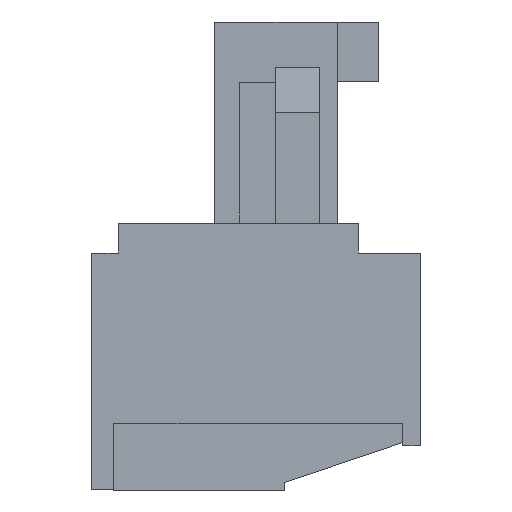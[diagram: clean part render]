
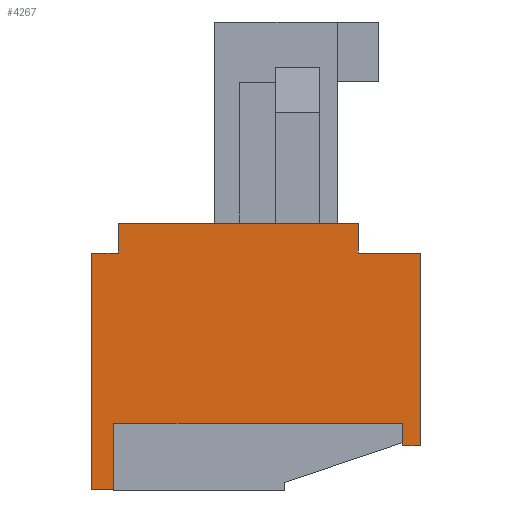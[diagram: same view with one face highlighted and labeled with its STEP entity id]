
A CAD part, left-side view. The second image highlights one B-rep face of the part: STEP entity #4267.
In plain terms, the highlighted planar face has unit normal (-1, 0, 0).
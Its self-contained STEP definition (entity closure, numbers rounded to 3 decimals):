
#4267 = ADVANCED_FACE( '', ( #9049 ), #9050, .F. );
#9049 = FACE_OUTER_BOUND( '', #14463, .T. );
#9050 = PLANE( '', #14464 );
#14463 = EDGE_LOOP( '', ( #25649, #25650, #25651, #25652, #25653, #25654, #25655, #25656, #25657, #25658, #25659, #25660 ) );
#14464 = AXIS2_PLACEMENT_3D( '', #25661, #25662, #25663 );
#25649 = ORIENTED_EDGE( '', *, *, #32125, .F. );
#25650 = ORIENTED_EDGE( '', *, *, #33346, .F. );
#25651 = ORIENTED_EDGE( '', *, *, #35326, .F. );
#25652 = ORIENTED_EDGE( '', *, *, #33890, .F. );
#25653 = ORIENTED_EDGE( '', *, *, #36532, .F. );
#25654 = ORIENTED_EDGE( '', *, *, #36015, .F. );
#25655 = ORIENTED_EDGE( '', *, *, #36533, .F. );
#25656 = ORIENTED_EDGE( '', *, *, #36182, .F. );
#25657 = ORIENTED_EDGE( '', *, *, #34406, .F. );
#25658 = ORIENTED_EDGE( '', *, *, #36534, .F. );
#25659 = ORIENTED_EDGE( '', *, *, #33564, .F. );
#25660 = ORIENTED_EDGE( '', *, *, #32246, .F. );
#25661 = CARTESIAN_POINT( '', ( -41.91, 0., 0. ) );
#25662 = DIRECTION( '', ( 1., 0., 0. ) );
#25663 = DIRECTION( '', ( 0., 0., -1. ) );
#32125 = EDGE_CURVE( '', #38237, #38239, #38240, .T. );
#32246 = EDGE_CURVE( '', #38239, #38473, #38474, .T. );
#33346 = EDGE_CURVE( '', #40452, #38237, #40454, .T. );
#33564 = EDGE_CURVE( '', #38473, #40810, #40811, .T. );
#33890 = EDGE_CURVE( '', #41346, #41342, #41348, .T. );
#34406 = EDGE_CURVE( '', #42160, #42162, #42163, .T. );
#35326 = EDGE_CURVE( '', #41342, #40452, #43531, .T. );
#36015 = EDGE_CURVE( '', #44513, #44514, #44515, .T. );
#36182 = EDGE_CURVE( '', #42162, #44743, #44744, .T. );
#36532 = EDGE_CURVE( '', #44514, #41346, #45211, .T. );
#36533 = EDGE_CURVE( '', #44743, #44513, #45212, .T. );
#36534 = EDGE_CURVE( '', #40810, #42160, #45213, .T. );
#38237 = VERTEX_POINT( '', #47252 );
#38239 = VERTEX_POINT( '', #47255 );
#38240 = LINE( '', #47256, #47257 );
#38473 = VERTEX_POINT( '', #47585 );
#38474 = LINE( '', #47586, #47587 );
#40452 = VERTEX_POINT( '', #50445 );
#40454 = LINE( '', #50448, #50449 );
#40810 = VERTEX_POINT( '', #50968 );
#40811 = LINE( '', #50969, #50970 );
#41342 = VERTEX_POINT( '', #51741 );
#41346 = VERTEX_POINT( '', #51747 );
#41348 = LINE( '', #51750, #51751 );
#42160 = VERTEX_POINT( '', #52925 );
#42162 = VERTEX_POINT( '', #52928 );
#42163 = LINE( '', #52929, #52930 );
#43531 = LINE( '', #54935, #54936 );
#44513 = VERTEX_POINT( '', #56391 );
#44514 = VERTEX_POINT( '', #56392 );
#44515 = LINE( '', #56393, #56394 );
#44743 = VERTEX_POINT( '', #56749 );
#44744 = LINE( '', #56750, #56751 );
#45211 = LINE( '', #57462, #57463 );
#45212 = LINE( '', #57464, #57465 );
#45213 = LINE( '', #57466, #57467 );
#47252 = CARTESIAN_POINT( '', ( -41.91, -4.05, 4. ) );
#47255 = CARTESIAN_POINT( '', ( -41.91, -6.15, 4. ) );
#47256 = CARTESIAN_POINT( '', ( -41.91, -4.05, 4. ) );
#47257 = VECTOR( '', #59911, 1000. );
#47585 = CARTESIAN_POINT( '', ( -41.91, -6.15, -2.5 ) );
#47586 = CARTESIAN_POINT( '', ( -41.91, -6.15, 4. ) );
#47587 = VECTOR( '', #60073, 1000. );
#50445 = CARTESIAN_POINT( '', ( -41.91, -4.05, 5. ) );
#50448 = CARTESIAN_POINT( '', ( -41.91, -4.05, 5. ) );
#50449 = VECTOR( '', #61133, 1000. );
#50968 = CARTESIAN_POINT( '', ( -41.91, -5.55, -2.5 ) );
#50969 = CARTESIAN_POINT( '', ( -41.91, -6.15, -2.5 ) );
#50970 = VECTOR( '', #61318, 1000. );
#51741 = CARTESIAN_POINT( '', ( -41.91, 4.05, 5. ) );
#51747 = CARTESIAN_POINT( '', ( -41.91, 4.05, 4. ) );
#51750 = CARTESIAN_POINT( '', ( -41.91, 4.05, 4. ) );
#51751 = VECTOR( '', #61601, 1000. );
#52925 = CARTESIAN_POINT( '', ( -41.91, -5.55, -1.75 ) );
#52928 = CARTESIAN_POINT( '', ( -41.91, 4.2, -1.75 ) );
#52929 = CARTESIAN_POINT( '', ( -41.91, -5.55, -1.75 ) );
#52930 = VECTOR( '', #62091, 1000. );
#54935 = CARTESIAN_POINT( '', ( -41.91, 4.05, 5. ) );
#54936 = VECTOR( '', #62894, 1000. );
#56391 = CARTESIAN_POINT( '', ( -41.91, 4.95, -4. ) );
#56392 = CARTESIAN_POINT( '', ( -41.91, 4.95, 4. ) );
#56393 = CARTESIAN_POINT( '', ( -41.91, 4.95, -4. ) );
#56394 = VECTOR( '', #63478, 1000. );
#56749 = CARTESIAN_POINT( '', ( -41.91, 4.2, -4. ) );
#56750 = CARTESIAN_POINT( '', ( -41.91, 4.2, -1.75 ) );
#56751 = VECTOR( '', #63618, 1000. );
#57462 = CARTESIAN_POINT( '', ( -41.91, 4.95, 4. ) );
#57463 = VECTOR( '', #63905, 1000. );
#57464 = CARTESIAN_POINT( '', ( -41.91, 4.2, -4. ) );
#57465 = VECTOR( '', #63906, 1000. );
#57466 = CARTESIAN_POINT( '', ( -41.91, -5.55, -2.5 ) );
#57467 = VECTOR( '', #63907, 1000. );
#59911 = DIRECTION( '', ( 0., -1., 0. ) );
#60073 = DIRECTION( '', ( 0., 0., -1. ) );
#61133 = DIRECTION( '', ( 0., 0., -1. ) );
#61318 = DIRECTION( '', ( 0., 1., 0. ) );
#61601 = DIRECTION( '', ( 0., 0., 1. ) );
#62091 = DIRECTION( '', ( 0., 1., 0. ) );
#62894 = DIRECTION( '', ( 0., -1., 0. ) );
#63478 = DIRECTION( '', ( 0., 0., 1. ) );
#63618 = DIRECTION( '', ( 0., 0., -1. ) );
#63905 = DIRECTION( '', ( 0., -1., 0. ) );
#63906 = DIRECTION( '', ( 0., 1., 0. ) );
#63907 = DIRECTION( '', ( 0., 0., 1. ) );
